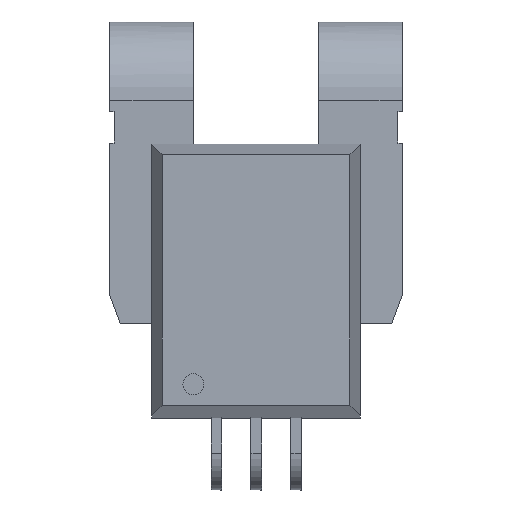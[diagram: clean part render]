
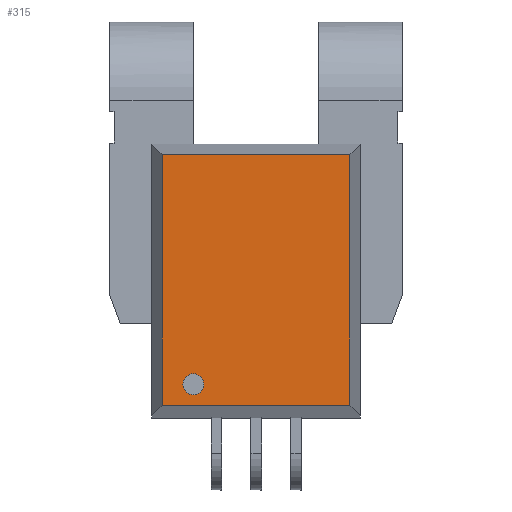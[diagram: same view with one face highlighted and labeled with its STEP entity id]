
A CAD part, top view. The second image highlights one B-rep face of the part: STEP entity #315.
In plain terms, the highlighted planar face has unit normal (0, 0, 1).
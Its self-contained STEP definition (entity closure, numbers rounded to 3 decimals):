
#14 = DIRECTION ( 'NONE',  ( -1., 0., 0. ) ) ;
#36 = LINE ( 'NONE', #1072, #1030 ) ;
#221 = ORIENTED_EDGE ( 'NONE', *, *, #658, .F. ) ;
#286 = AXIS2_PLACEMENT_3D ( 'NONE', #913, #1536, #1332 ) ;
#315 = ADVANCED_FACE ( 'NONE', ( #2517, #1491 ), #1930, .F. ) ;
#347 = VERTEX_POINT ( 'NONE', #910 ) ;
#468 = EDGE_LOOP ( 'NONE', ( #2062, #1544 ) ) ;
#483 = DIRECTION ( 'NONE',  ( 0., 0., -1. ) ) ;
#559 = CARTESIAN_POINT ( 'NONE',  ( 1.5, 12., 3.5 ) ) ;
#570 = CARTESIAN_POINT ( 'NONE',  ( -7.5, 12., 3.5 ) ) ;
#604 = CARTESIAN_POINT ( 'NONE',  ( -8., 3.9, 3.5 ) ) ;
#614 = EDGE_CURVE ( 'NONE', #1777, #347, #708, .T. ) ;
#658 = EDGE_CURVE ( 'NONE', #1175, #1789, #2604, .T. ) ;
#708 = LINE ( 'NONE', #2431, #2615 ) ;
#793 = CARTESIAN_POINT ( 'NONE',  ( -6., 1., 3.5 ) ) ;
#910 = CARTESIAN_POINT ( 'NONE',  ( 1.5, -0.001, 3.5 ) ) ;
#913 = CARTESIAN_POINT ( 'NONE',  ( -6., 1., 3.5 ) ) ;
#916 = DIRECTION ( 'NONE',  ( 0., 1., 0. ) ) ;
#943 = CIRCLE ( 'NONE', #1255, 0.5 ) ;
#944 = EDGE_CURVE ( 'NONE', #1789, #1777, #2099, .T. ) ;
#1030 = VECTOR ( 'NONE', #14, 1000. ) ;
#1058 = AXIS2_PLACEMENT_3D ( 'NONE', #604, #483, #2375 ) ;
#1072 = CARTESIAN_POINT ( 'NONE',  ( -5.5, -0.001, 3.5 ) ) ;
#1175 = VERTEX_POINT ( 'NONE', #1292 ) ;
#1229 = VERTEX_POINT ( 'NONE', #2137 ) ;
#1231 = DIRECTION ( 'NONE',  ( 1., 0., 0. ) ) ;
#1255 = AXIS2_PLACEMENT_3D ( 'NONE', #793, #2496, #1231 ) ;
#1292 = CARTESIAN_POINT ( 'NONE',  ( -7.5, -0.001, 3.5 ) ) ;
#1324 = DIRECTION ( 'NONE',  ( 1., 0., 0. ) ) ;
#1332 = DIRECTION ( 'NONE',  ( 1., 0., 0. ) ) ;
#1373 = VECTOR ( 'NONE', #1324, 1000. ) ;
#1473 = CARTESIAN_POINT ( 'NONE',  ( -5.5, 12., 3.5 ) ) ;
#1485 = CIRCLE ( 'NONE', #286, 0.5 ) ;
#1491 = FACE_OUTER_BOUND ( 'NONE', #2270, .T. ) ;
#1518 = VERTEX_POINT ( 'NONE', #1626 ) ;
#1536 = DIRECTION ( 'NONE',  ( 0., 0., 1. ) ) ;
#1539 = ORIENTED_EDGE ( 'NONE', *, *, #944, .F. ) ;
#1544 = ORIENTED_EDGE ( 'NONE', *, *, #2459, .F. ) ;
#1551 = EDGE_CURVE ( 'NONE', #347, #1175, #36, .T. ) ;
#1582 = DIRECTION ( 'NONE',  ( 0., -1., 0. ) ) ;
#1626 = CARTESIAN_POINT ( 'NONE',  ( -6.5, 1., 3.5 ) ) ;
#1687 = VECTOR ( 'NONE', #916, 1000. ) ;
#1777 = VERTEX_POINT ( 'NONE', #559 ) ;
#1789 = VERTEX_POINT ( 'NONE', #570 ) ;
#1930 = PLANE ( 'NONE',  #1058 ) ;
#2062 = ORIENTED_EDGE ( 'NONE', *, *, #2090, .F. ) ;
#2090 = EDGE_CURVE ( 'NONE', #1229, #1518, #943, .T. ) ;
#2099 = LINE ( 'NONE', #1473, #1373 ) ;
#2122 = ORIENTED_EDGE ( 'NONE', *, *, #1551, .F. ) ;
#2137 = CARTESIAN_POINT ( 'NONE',  ( -5.5, 1., 3.5 ) ) ;
#2270 = EDGE_LOOP ( 'NONE', ( #2669, #1539, #221, #2122 ) ) ;
#2375 = DIRECTION ( 'NONE',  ( -1., 0., 0. ) ) ;
#2431 = CARTESIAN_POINT ( 'NONE',  ( 1.5, 4.95, 3.5 ) ) ;
#2459 = EDGE_CURVE ( 'NONE', #1518, #1229, #1485, .T. ) ;
#2496 = DIRECTION ( 'NONE',  ( 0., 0., 1. ) ) ;
#2517 = FACE_BOUND ( 'NONE', #468, .T. ) ;
#2604 = LINE ( 'NONE', #2634, #1687 ) ;
#2615 = VECTOR ( 'NONE', #1582, 1000. ) ;
#2634 = CARTESIAN_POINT ( 'NONE',  ( -7.5, 3.9, 3.5 ) ) ;
#2669 = ORIENTED_EDGE ( 'NONE', *, *, #614, .F. ) ;
